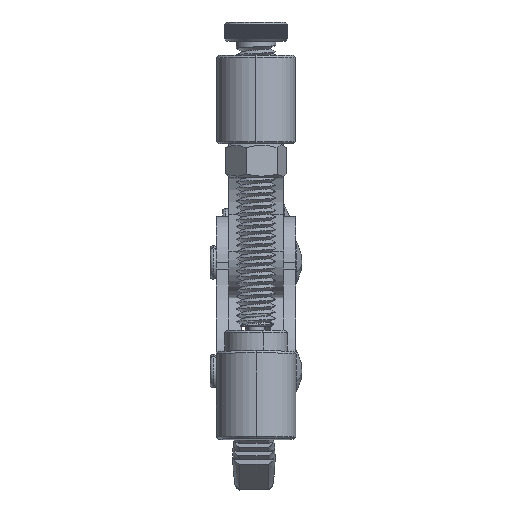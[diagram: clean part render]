
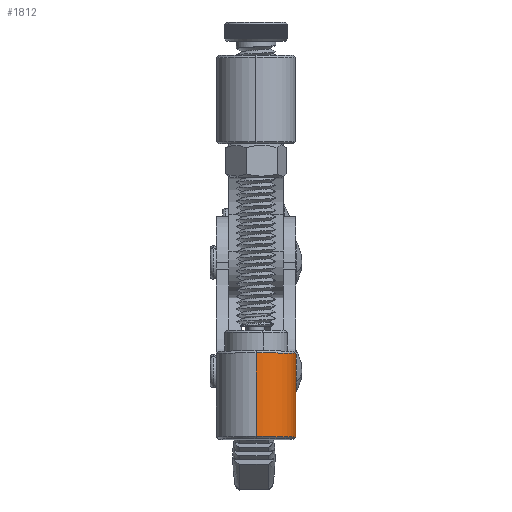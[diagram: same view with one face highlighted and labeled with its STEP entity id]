
A CAD part, top view. The second image highlights one B-rep face of the part: STEP entity #1812.
In plain terms, the highlighted cylindrical face has radius 9.5 mm (diameter 19 mm), a partial arc.
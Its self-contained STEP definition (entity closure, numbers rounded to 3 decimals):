
#1812 = ADVANCED_FACE ( 'NONE', ( #2991 ), #39736, .T. ) ;
#2991 = FACE_OUTER_BOUND ( 'NONE', #17544, .T. ) ;
#3259 = LINE ( 'NONE', #28017, #52852 ) ;
#4155 = DIRECTION ( 'NONE',  ( 0., -1., 0.017 ) ) ;
#11896 = VECTOR ( 'NONE', #12595, 1000. ) ;
#12595 = DIRECTION ( 'NONE',  ( 0., -1., 0.017 ) ) ;
#14038 = EDGE_CURVE ( 'NONE', #43166, #49921, #37393, .T. ) ;
#14433 = CARTESIAN_POINT ( 'NONE',  ( 9.53, 47.813, 26.486 ) ) ;
#14561 = DIRECTION ( 'NONE',  ( 0., 1., -0.017 ) ) ;
#14639 = EDGE_CURVE ( 'NONE', #43166, #43779, #46411, .T. ) ;
#15037 = DIRECTION ( 'NONE',  ( 0., -1., 0.017 ) ) ;
#17544 = EDGE_LOOP ( 'NONE', ( #21267, #30218, #26593, #19771 ) ) ;
#19771 = ORIENTED_EDGE ( 'NONE', *, *, #14038, .F. ) ;
#21267 = ORIENTED_EDGE ( 'NONE', *, *, #14639, .T. ) ;
#22118 = CARTESIAN_POINT ( 'NONE',  ( 9.53, 68.476, 35.627 ) ) ;
#22241 = CIRCLE ( 'NONE', #39524, 9.5 ) ;
#22248 = DIRECTION ( 'NONE',  ( 0., -1., 0.017 ) ) ;
#22458 = DIRECTION ( 'NONE',  ( 0., -0.017, -1. ) ) ;
#26593 = ORIENTED_EDGE ( 'NONE', *, *, #40320, .T. ) ;
#26748 = CARTESIAN_POINT ( 'NONE',  ( 9.53, 48.145, 45.483 ) ) ;
#27969 = AXIS2_PLACEMENT_3D ( 'NONE', #43760, #15037, #48629 ) ;
#28017 = CARTESIAN_POINT ( 'NONE',  ( 9.53, 68.642, 45.125 ) ) ;
#30218 = ORIENTED_EDGE ( 'NONE', *, *, #44093, .T. ) ;
#33092 = AXIS2_PLACEMENT_3D ( 'NONE', #22118, #22248, #22458 ) ;
#37393 = LINE ( 'NONE', #60456, #11896 ) ;
#39524 = AXIS2_PLACEMENT_3D ( 'NONE', #43280, #14561, #48147 ) ;
#39736 = CYLINDRICAL_SURFACE ( 'NONE', #33092, 9.5 ) ;
#40320 = EDGE_CURVE ( 'NONE', #45738, #49921, #22241, .T. ) ;
#43166 = VERTEX_POINT ( 'NONE', #44095 ) ;
#43280 = CARTESIAN_POINT ( 'NONE',  ( 9.53, 47.979, 35.984 ) ) ;
#43760 = CARTESIAN_POINT ( 'NONE',  ( 9.53, 67.976, 35.635 ) ) ;
#43779 = VERTEX_POINT ( 'NONE', #57014 ) ;
#44093 = EDGE_CURVE ( 'NONE', #43779, #45738, #3259, .T. ) ;
#44095 = CARTESIAN_POINT ( 'NONE',  ( 9.53, 67.81, 26.137 ) ) ;
#45738 = VERTEX_POINT ( 'NONE', #26748 ) ;
#46411 = CIRCLE ( 'NONE', #27969, 9.5 ) ;
#48147 = DIRECTION ( 'NONE',  ( 0., 0.017, 1. ) ) ;
#48629 = DIRECTION ( 'NONE',  ( 0., 0.017, 1. ) ) ;
#49921 = VERTEX_POINT ( 'NONE', #14433 ) ;
#52852 = VECTOR ( 'NONE', #4155, 1000. ) ;
#57014 = CARTESIAN_POINT ( 'NONE',  ( 9.53, 68.142, 45.134 ) ) ;
#60456 = CARTESIAN_POINT ( 'NONE',  ( 9.53, 68.31, 26.128 ) ) ;
